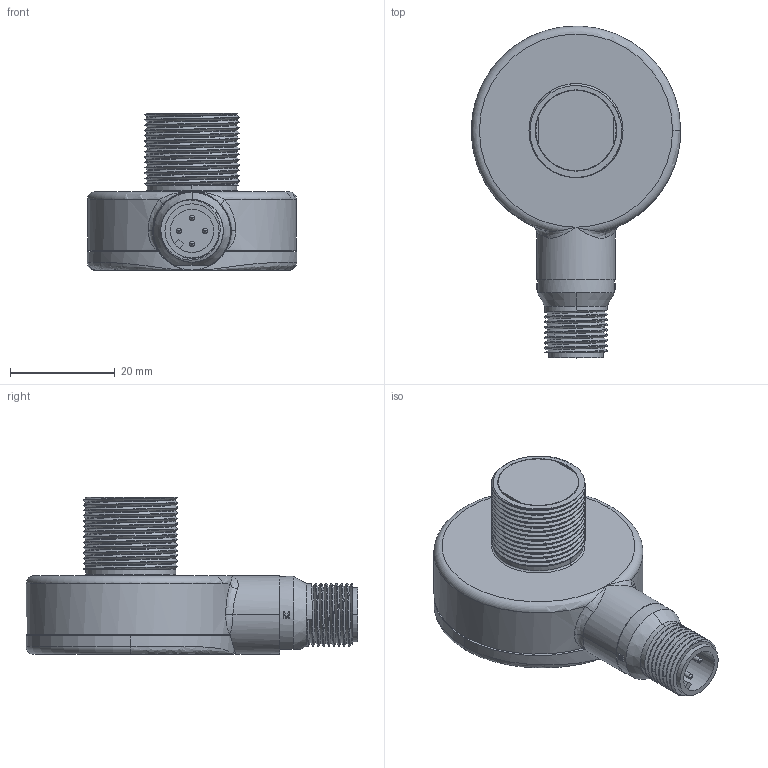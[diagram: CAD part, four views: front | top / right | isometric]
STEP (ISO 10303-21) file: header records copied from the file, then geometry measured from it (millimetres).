
FILE_DESCRIPTION((''),'2;1');
FILE_NAME('155317_SW','2010-12-03T',('banengservice'),('BANNER ENGINEERING'),'PRO/ENGINEER BY PARAMETRIC TECHNOLOGY CORPORATION, 2009141','PRO/ENGINEER BY PARAMETRIC TECHNOLOGY CORPORATION, 2009141','');
FILE_SCHEMA(('CONFIG_CONTROL_DESIGN'));
Length unit declared in the file: inch
Products named in the file (1): 155317_SW
Bounding box: 40.08 x 63.51 x 30.09 mm (x, y, z)
Volume: 8817.9 mm3; surface area: 16028.4 mm2
Topology: 3 solids, 4 shells, 414 faces, 1023 edges, 650 vertices
Faces by surface type: plane 168, cylinder 155, bspline 38, cone 20, torus 19, sphere 6, extrusion 6, revolution 2
Entity records: 27446 total; most frequent: CARTESIAN_POINT 17807, ORIENTED_EDGE 2030, DIRECTION 1915, EDGE_CURVE 1015, AXIS2_PLACEMENT_3D 704, VERTEX_POINT 650, VECTOR 505, LINE 499
